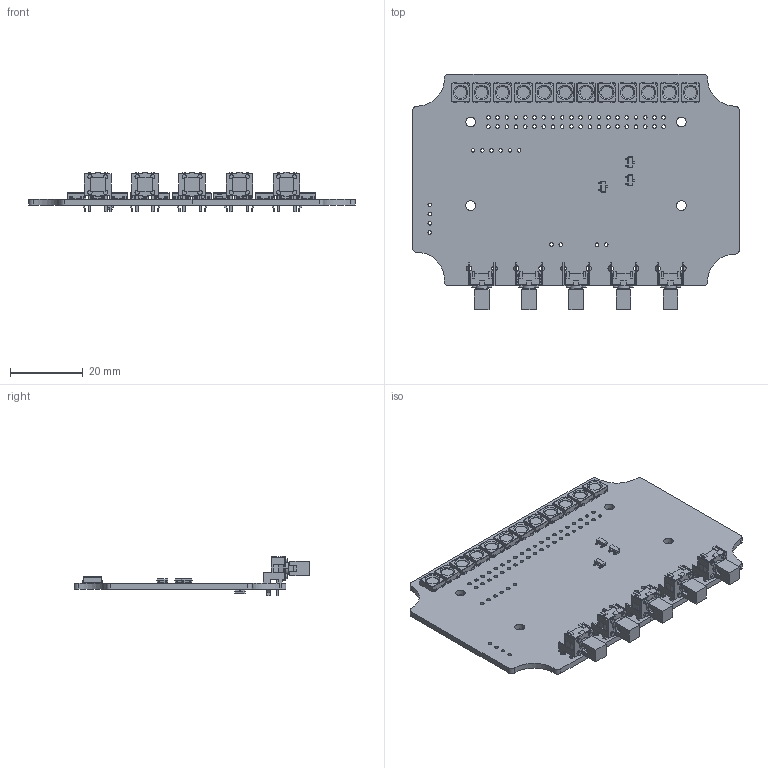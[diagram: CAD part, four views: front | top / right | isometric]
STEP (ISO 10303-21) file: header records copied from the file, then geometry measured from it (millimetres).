
FILE_DESCRIPTION(('KiCad electronic assembly'),'2;1');
FILE_NAME('RainbowPlay.step','2022-01-01T17:25:32',('An Author'),( 'A Company'),'Open CASCADE STEP processor 7.4', 'KiCad to STEP converter','Unknown');
FILE_SCHEMA(('AUTOMOTIVE_DESIGN { 1 0 10303 214 1 1 1 1 }'));
Length unit declared in the file: millimetre
Products named in the file (8): Open CASCADE STEP translator 7.4 1; SOT-23; SOLID; B3F-3152; COMPOUND; LED_SK6812_PLCC4_5.0x5.0mm_P3.2mm
Assembly tree (25 placements, depth 3):
  Open CASCADE STEP translator 7.4 1
    SOT-23  x4
      SOLID
    B3F-3152  x5
      COMPOUND
    LED_SK6812_PLCC4_5.0x5.0mm_P3.2mm  x12
      SOLID
    COMPOUND
Bounding box: 90 x 64.8 x 10.9 mm (x, y, z)
Volume: 9394.2 mm3; surface area: 15060.9 mm2
Topology: 32 solids, 32 shells, 2009 faces, 5523 edges, 3582 vertices
Faces by surface type: plane 1407, cylinder 482, bspline 108, cone 12
Full cylindrical faces by diameter (mm): 1 x54, 1.016 x10, 1.5 x10, 2.7 x4, 3.333 x12
Entity records: 28760 total; most frequent: CARTESIAN_POINT 5143, DIRECTION 4215, LINE 2636, VECTOR 2636, ORIENTED_EDGE 2184, PCURVE 2184, DEFINITIONAL_REPRESENTATION 2184, EDGE_CURVE 1092
